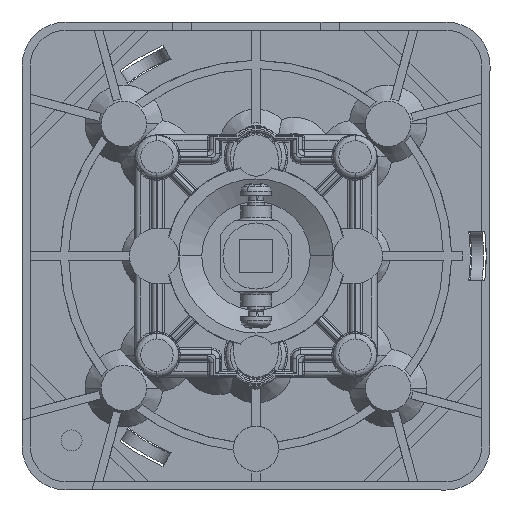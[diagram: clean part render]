
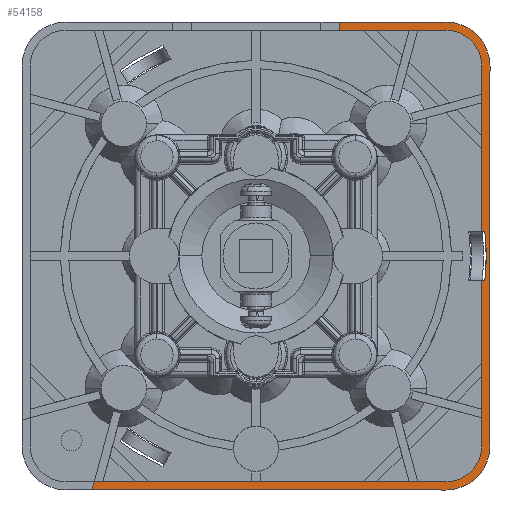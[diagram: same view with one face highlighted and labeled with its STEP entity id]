
A CAD part, front view. The second image highlights one B-rep face of the part: STEP entity #54158.
In plain terms, the highlighted planar face has unit normal (0, -1, 0).
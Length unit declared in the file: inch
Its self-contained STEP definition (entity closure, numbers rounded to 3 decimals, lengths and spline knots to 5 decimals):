
#199 = EDGE_CURVE ( 'NONE', #32826, #41486, #34328, .T. ) ;
#824 = VERTEX_POINT ( 'NONE', #7370 ) ;
#2259 = DIRECTION ( 'NONE',  ( 1., 0., 0. ) ) ;
#2560 = CIRCLE ( 'NONE', #32565, 1.64567 ) ;
#3074 = CARTESIAN_POINT ( 'NONE',  ( 1.35827, 0.42717, -1.67323 ) ) ;
#3697 = EDGE_CURVE ( 'NONE', #60189, #824, #16860, .T. ) ;
#3736 = DIRECTION ( 'NONE',  ( 1., 0., 0. ) ) ;
#4205 = VERTEX_POINT ( 'NONE', #43174 ) ;
#4339 = CARTESIAN_POINT ( 'NONE',  ( 1.35827, 0.42717, -1.35827 ) ) ;
#4397 = AXIS2_PLACEMENT_3D ( 'NONE', #4339, #36369, #41559 ) ;
#4762 = CARTESIAN_POINT ( 'NONE',  ( 0.59843, 0.42717, 1.67323 ) ) ;
#4855 = DIRECTION ( 'NONE',  ( 1., 0., 0. ) ) ;
#5579 = EDGE_CURVE ( 'NONE', #52426, #6018, #11831, .T. ) ;
#5837 = VERTEX_POINT ( 'NONE', #26855 ) ;
#5863 = DIRECTION ( 'NONE',  ( 0., 0., -1. ) ) ;
#6018 = VERTEX_POINT ( 'NONE', #63265 ) ;
#6254 = AXIS2_PLACEMENT_3D ( 'NONE', #23625, #52432, #3736 ) ;
#6692 = VECTOR ( 'NONE', #38298, 39.37008 ) ;
#7336 = CARTESIAN_POINT ( 'NONE',  ( 1.35827, 0.42717, 0.17717 ) ) ;
#7370 = CARTESIAN_POINT ( 'NONE',  ( -1.17181, 0.42717, -1.67323 ) ) ;
#7433 = CARTESIAN_POINT ( 'NONE',  ( 1.61417, 0.42717, 1.35827 ) ) ;
#8191 = CARTESIAN_POINT ( 'NONE',  ( -1.15599, 0.42717, -1.61417 ) ) ;
#8618 = CARTESIAN_POINT ( 'NONE',  ( 1.61417, 0.42717, 0.17717 ) ) ;
#8822 = ORIENTED_EDGE ( 'NONE', *, *, #34741, .T. ) ;
#8877 = VERTEX_POINT ( 'NONE', #8618 ) ;
#8944 = VERTEX_POINT ( 'NONE', #7433 ) ;
#9134 = LINE ( 'NONE', #19238, #27915 ) ;
#10134 = CIRCLE ( 'NONE', #40134, 0.31496 ) ;
#11484 = EDGE_CURVE ( 'NONE', #36006, #4205, #10134, .T. ) ;
#11831 = CIRCLE ( 'NONE', #6254, 1.64567 ) ;
#11884 = VERTEX_POINT ( 'NONE', #67575 ) ;
#12426 = CARTESIAN_POINT ( 'NONE',  ( 1.35827, 0.42717, 1.61417 ) ) ;
#12713 = ORIENTED_EDGE ( 'NONE', *, *, #36262, .T. ) ;
#14670 = EDGE_CURVE ( 'NONE', #16581, #56280, #24763, .T. ) ;
#16581 = VERTEX_POINT ( 'NONE', #67600 ) ;
#16819 = VERTEX_POINT ( 'NONE', #59562 ) ;
#16860 = LINE ( 'NONE', #59245, #21684 ) ;
#17162 = EDGE_CURVE ( 'NONE', #11884, #36006, #28184, .T. ) ;
#18733 = ORIENTED_EDGE ( 'NONE', *, *, #68796, .T. ) ;
#19238 = CARTESIAN_POINT ( 'NONE',  ( -1.35827, 0.42717, -1.61417 ) ) ;
#19597 = ORIENTED_EDGE ( 'NONE', *, *, #34307, .T. ) ;
#19766 = ORIENTED_EDGE ( 'NONE', *, *, #17162, .T. ) ;
#21614 = EDGE_CURVE ( 'NONE', #824, #51071, #51095, .T. ) ;
#21647 = CIRCLE ( 'NONE', #29441, 0.25591 ) ;
#21684 = VECTOR ( 'NONE', #38415, 39.37008 ) ;
#23625 = CARTESIAN_POINT ( 'NONE',  ( 0., 0.42717, 0. ) ) ;
#24231 = EDGE_CURVE ( 'NONE', #5837, #52426, #2560, .T. ) ;
#24366 = CARTESIAN_POINT ( 'NONE',  ( 1.35827, 0.42717, -0.17717 ) ) ;
#24763 = LINE ( 'NONE', #67169, #68732 ) ;
#25002 = FACE_OUTER_BOUND ( 'NONE', #35418, .T. ) ;
#25337 = DIRECTION ( 'NONE',  ( 1., 0., 0. ) ) ;
#25683 = VECTOR ( 'NONE', #5863, 39.37008 ) ;
#26855 = CARTESIAN_POINT ( 'NONE',  ( 1.63611, 0.42717, 0.17717 ) ) ;
#27111 = EDGE_CURVE ( 'NONE', #11884, #51071, #65907, .T. ) ;
#27185 = DIRECTION ( 'NONE',  ( 1., 0., 0. ) ) ;
#27375 = CARTESIAN_POINT ( 'NONE',  ( 1.67323, 0.42717, 1.35827 ) ) ;
#27915 = VECTOR ( 'NONE', #51212, 39.37008 ) ;
#28184 = LINE ( 'NONE', #59476, #6692 ) ;
#28742 = VECTOR ( 'NONE', #27185, 39.37008 ) ;
#28791 = ORIENTED_EDGE ( 'NONE', *, *, #14670, .T. ) ;
#29288 = AXIS2_PLACEMENT_3D ( 'NONE', #37923, #44124, #53193 ) ;
#29367 = EDGE_CURVE ( 'NONE', #41486, #8944, #21647, .T. ) ;
#29417 = CARTESIAN_POINT ( 'NONE',  ( 1.35827, 0.42717, 1.67323 ) ) ;
#29441 = AXIS2_PLACEMENT_3D ( 'NONE', #44355, #33948, #2259 ) ;
#29589 = LINE ( 'NONE', #24366, #52324 ) ;
#29951 = ORIENTED_EDGE ( 'NONE', *, *, #5579, .T. ) ;
#30466 = ORIENTED_EDGE ( 'NONE', *, *, #21614, .T. ) ;
#32364 = ORIENTED_EDGE ( 'NONE', *, *, #65283, .T. ) ;
#32565 = AXIS2_PLACEMENT_3D ( 'NONE', #60283, #48500, #59602 ) ;
#32826 = VERTEX_POINT ( 'NONE', #64519 ) ;
#33314 = DIRECTION ( 'NONE',  ( 1., 0., 0. ) ) ;
#33772 = ORIENTED_EDGE ( 'NONE', *, *, #35845, .T. ) ;
#33948 = DIRECTION ( 'NONE',  ( 0., 1., 0. ) ) ;
#34145 = ORIENTED_EDGE ( 'NONE', *, *, #3697, .T. ) ;
#34307 = EDGE_CURVE ( 'NONE', #16819, #60189, #9134, .T. ) ;
#34328 = LINE ( 'NONE', #12426, #64956 ) ;
#34372 = VECTOR ( 'NONE', #67380, 39.37008 ) ;
#34741 = EDGE_CURVE ( 'NONE', #8944, #8877, #43431, .T. ) ;
#35418 = EDGE_LOOP ( 'NONE', ( #12713, #19597, #34145, #30466, #67870, #19766, #37007, #48368, #33772, #58019, #41887, #8822, #32364, #66770, #29951, #18733, #28791 ) ) ;
#35445 = CARTESIAN_POINT ( 'NONE',  ( 1.35827, 0.42717, 1.35827 ) ) ;
#35845 = EDGE_CURVE ( 'NONE', #49337, #32826, #51728, .T. ) ;
#35870 = DIRECTION ( 'NONE',  ( 0., -1., 0. ) ) ;
#36006 = VERTEX_POINT ( 'NONE', #27375 ) ;
#36262 = EDGE_CURVE ( 'NONE', #56280, #16819, #56568, .T. ) ;
#36369 = DIRECTION ( 'NONE',  ( 0., 1., 0. ) ) ;
#37007 = ORIENTED_EDGE ( 'NONE', *, *, #11484, .T. ) ;
#37923 = CARTESIAN_POINT ( 'NONE',  ( 1.35827, 0.42717, -1.35827 ) ) ;
#38298 = DIRECTION ( 'NONE',  ( 0., 0., 1. ) ) ;
#38415 = DIRECTION ( 'NONE',  ( -0.259, 0., -0.966 ) ) ;
#40134 = AXIS2_PLACEMENT_3D ( 'NONE', #46275, #35870, #4855 ) ;
#40659 = DIRECTION ( 'NONE',  ( 1., 0., 0. ) ) ;
#41486 = VERTEX_POINT ( 'NONE', #56562 ) ;
#41559 = DIRECTION ( 'NONE',  ( 1., 0., 0. ) ) ;
#41887 = ORIENTED_EDGE ( 'NONE', *, *, #29367, .T. ) ;
#43174 = CARTESIAN_POINT ( 'NONE',  ( 1.35827, 0.42717, 1.67323 ) ) ;
#43431 = LINE ( 'NONE', #59408, #25683 ) ;
#43739 = AXIS2_PLACEMENT_3D ( 'NONE', #35445, #65110, #25337 ) ;
#43869 = CARTESIAN_POINT ( 'NONE',  ( 1.35827, 0.42717, -1.67323 ) ) ;
#44124 = DIRECTION ( 'NONE',  ( 0., 1., 0. ) ) ;
#44355 = CARTESIAN_POINT ( 'NONE',  ( 1.35827, 0.42717, 1.35827 ) ) ;
#45435 = VECTOR ( 'NONE', #67630, 39.37008 ) ;
#45642 = EDGE_CURVE ( 'NONE', #4205, #49337, #51303, .T. ) ;
#46205 = PLANE ( 'NONE',  #43739 ) ;
#46275 = CARTESIAN_POINT ( 'NONE',  ( 1.35827, 0.42717, 1.35827 ) ) ;
#48368 = ORIENTED_EDGE ( 'NONE', *, *, #45642, .T. ) ;
#48500 = DIRECTION ( 'NONE',  ( 0., 1., 0. ) ) ;
#48737 = LINE ( 'NONE', #7336, #28742 ) ;
#49337 = VERTEX_POINT ( 'NONE', #53938 ) ;
#51071 = VERTEX_POINT ( 'NONE', #43869 ) ;
#51095 = LINE ( 'NONE', #3074, #63488 ) ;
#51212 = DIRECTION ( 'NONE',  ( -1., 0., 0. ) ) ;
#51303 = LINE ( 'NONE', #29417, #45435 ) ;
#51463 = DIRECTION ( 'NONE',  ( -1., 0., 0. ) ) ;
#51728 = LINE ( 'NONE', #4762, #34372 ) ;
#52324 = VECTOR ( 'NONE', #51463, 39.37008 ) ;
#52426 = VERTEX_POINT ( 'NONE', #55148 ) ;
#52432 = DIRECTION ( 'NONE',  ( 0., 1., 0. ) ) ;
#53193 = DIRECTION ( 'NONE',  ( 1., 0., 0. ) ) ;
#53938 = CARTESIAN_POINT ( 'NONE',  ( 0.59843, 0.42717, 1.67323 ) ) ;
#54158 = ADVANCED_FACE ( 'Defeature ausgef�hrt1_132', ( #25002 ), #46205, .T. ) ;
#55148 = CARTESIAN_POINT ( 'NONE',  ( 1.64567, 0.42717, 0. ) ) ;
#56280 = VERTEX_POINT ( 'NONE', #65719 ) ;
#56562 = CARTESIAN_POINT ( 'NONE',  ( 1.35827, 0.42717, 1.61417 ) ) ;
#56568 = CIRCLE ( 'NONE', #4397, 0.25591 ) ;
#58019 = ORIENTED_EDGE ( 'NONE', *, *, #199, .T. ) ;
#59245 = CARTESIAN_POINT ( 'NONE',  ( -1.15599, 0.42717, -1.61417 ) ) ;
#59408 = CARTESIAN_POINT ( 'NONE',  ( 1.61417, 0.42717, -1.35827 ) ) ;
#59476 = CARTESIAN_POINT ( 'NONE',  ( 1.67323, 0.42717, -1.35827 ) ) ;
#59562 = CARTESIAN_POINT ( 'NONE',  ( 1.35827, 0.42717, -1.61417 ) ) ;
#59602 = DIRECTION ( 'NONE',  ( 1., 0., 0. ) ) ;
#60189 = VERTEX_POINT ( 'NONE', #8191 ) ;
#60283 = CARTESIAN_POINT ( 'NONE',  ( 0., 0.42717, 0. ) ) ;
#61593 = DIRECTION ( 'NONE',  ( 0., 0., -1. ) ) ;
#63265 = CARTESIAN_POINT ( 'NONE',  ( 1.63611, 0.42717, -0.17717 ) ) ;
#63488 = VECTOR ( 'NONE', #40659, 39.37008 ) ;
#64519 = CARTESIAN_POINT ( 'NONE',  ( 0.59843, 0.42717, 1.61417 ) ) ;
#64956 = VECTOR ( 'NONE', #33314, 39.37008 ) ;
#65110 = DIRECTION ( 'NONE',  ( 0., -1., 0. ) ) ;
#65283 = EDGE_CURVE ( 'NONE', #8877, #5837, #48737, .T. ) ;
#65719 = CARTESIAN_POINT ( 'NONE',  ( 1.61417, 0.42717, -1.35827 ) ) ;
#65907 = CIRCLE ( 'NONE', #29288, 0.31496 ) ;
#66770 = ORIENTED_EDGE ( 'NONE', *, *, #24231, .T. ) ;
#67169 = CARTESIAN_POINT ( 'NONE',  ( 1.61417, 0.42717, -1.35827 ) ) ;
#67380 = DIRECTION ( 'NONE',  ( 0., 0., -1. ) ) ;
#67575 = CARTESIAN_POINT ( 'NONE',  ( 1.67323, 0.42717, -1.35827 ) ) ;
#67600 = CARTESIAN_POINT ( 'NONE',  ( 1.61417, 0.42717, -0.17717 ) ) ;
#67630 = DIRECTION ( 'NONE',  ( -1., 0., 0. ) ) ;
#67870 = ORIENTED_EDGE ( 'NONE', *, *, #27111, .F. ) ;
#68732 = VECTOR ( 'NONE', #61593, 39.37008 ) ;
#68796 = EDGE_CURVE ( 'NONE', #6018, #16581, #29589, .T. ) ;
